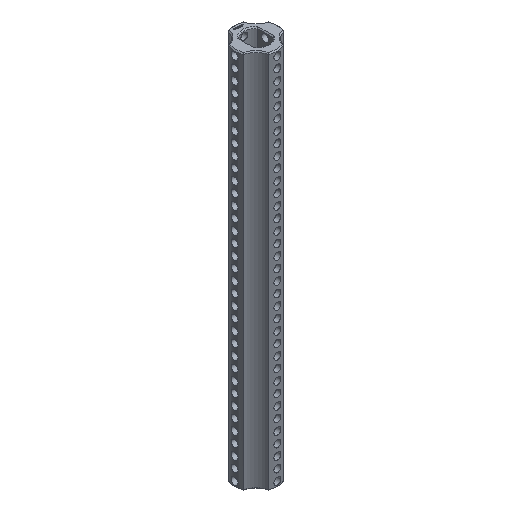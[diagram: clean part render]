
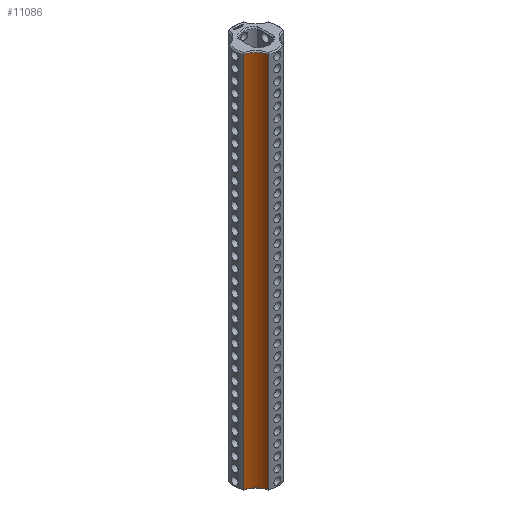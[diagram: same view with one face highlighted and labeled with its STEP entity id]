
A CAD part, isometric view. The second image highlights one B-rep face of the part: STEP entity #11086.
In plain terms, the highlighted cylindrical face has radius 5 mm (diameter 10 mm), a partial arc.
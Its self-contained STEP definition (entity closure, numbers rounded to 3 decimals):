
#3679 = EDGE_CURVE('',#3680,#3682,#3684,.T.);
#3680 = VERTEX_POINT('',#3681);
#3681 = CARTESIAN_POINT('',(-2.225,-5.841,0.3));
#3682 = VERTEX_POINT('',#3683);
#3683 = CARTESIAN_POINT('',(-2.225,-5.841,109.075));
#3684 = LINE('',#3685,#3686);
#3685 = CARTESIAN_POINT('',(-2.225,-5.841,0.));
#3686 = VECTOR('',#3687,1.);
#3687 = DIRECTION('',(0.,0.,1.));
#11086 = ADVANCED_FACE('',(#11087),#11114,.F.);
#11087 = FACE_BOUND('',#11088,.T.);
#11088 = EDGE_LOOP('',(#11089,#11090,#11099,#11107));
#11089 = ORIENTED_EDGE('',*,*,#3679,.T.);
#11090 = ORIENTED_EDGE('',*,*,#11091,.T.);
#11091 = EDGE_CURVE('',#3682,#11092,#11094,.T.);
#11092 = VERTEX_POINT('',#11093);
#11093 = CARTESIAN_POINT('',(-5.841,-2.225,109.075));
#11094 = CIRCLE('',#11095,5.);
#11095 = AXIS2_PLACEMENT_3D('',#11096,#11097,#11098);
#11096 = CARTESIAN_POINT('',(-7.071,-7.071,109.075));
#11097 = DIRECTION('',(0.,-0.,1.));
#11098 = DIRECTION('',(0.969,0.246,0.));
#11099 = ORIENTED_EDGE('',*,*,#11100,.F.);
#11100 = EDGE_CURVE('',#11101,#11092,#11103,.T.);
#11101 = VERTEX_POINT('',#11102);
#11102 = CARTESIAN_POINT('',(-5.841,-2.225,0.3));
#11103 = LINE('',#11104,#11105);
#11104 = CARTESIAN_POINT('',(-5.841,-2.225,0.));
#11105 = VECTOR('',#11106,1.);
#11106 = DIRECTION('',(0.,0.,1.));
#11107 = ORIENTED_EDGE('',*,*,#11108,.F.);
#11108 = EDGE_CURVE('',#3680,#11101,#11109,.T.);
#11109 = CIRCLE('',#11110,5.);
#11110 = AXIS2_PLACEMENT_3D('',#11111,#11112,#11113);
#11111 = CARTESIAN_POINT('',(-7.071,-7.071,0.3));
#11112 = DIRECTION('',(0.,-0.,1.));
#11113 = DIRECTION('',(0.969,0.246,0.));
#11114 = CYLINDRICAL_SURFACE('',#11115,5.);
#11115 = AXIS2_PLACEMENT_3D('',#11116,#11117,#11118);
#11116 = CARTESIAN_POINT('',(-7.071,-7.071,0.));
#11117 = DIRECTION('',(-0.,-0.,-1.));
#11118 = DIRECTION('',(1.,0.,0.));
